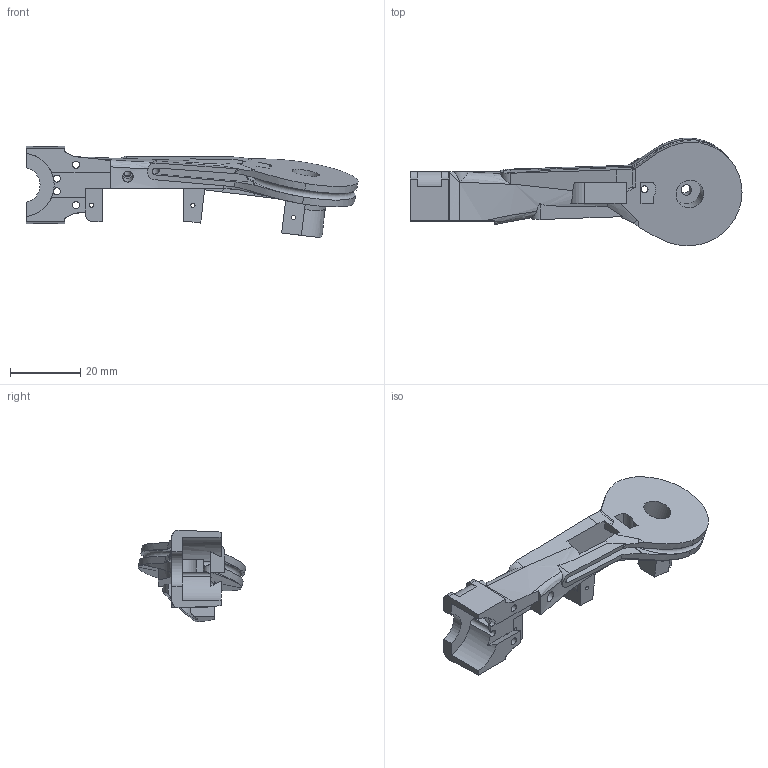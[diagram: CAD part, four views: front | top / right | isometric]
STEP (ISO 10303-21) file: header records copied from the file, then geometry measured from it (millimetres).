
FILE_DESCRIPTION(/* description */ ('STEP AP214'),/* implementation_level */ '2;1');
FILE_NAME(/* name */ '683c51894258294a187f41f4',/* time_stamp */ '2025-06-01T13:11:39Z',/* author */ (''),/* organization */ (''),/* preprocessor_version */ 'ST-DEVELOPER v20',/* originating_system */ 'ONSHAPE BY PTC INC, 1.198',/* authorisation */ ' ');
FILE_SCHEMA (('AUTOMOTIVE_DESIGN {1 0 10303 214 3 1 1}'));
Length unit declared in the file: metre
Products named in the file (1): Palm_BEARING_15
Bounding box: 94.29 x 30.59 x 25.99 mm (x, y, z)
Volume: 12098.7 mm3; surface area: 8763.3 mm2
Topology: 1 solids, 1 shells, 178 faces, 538 edges, 353 vertices
Faces by surface type: plane 93, cylinder 52, bspline 28, torus 5
Full cylindrical faces by diameter (mm): 1.2 x3, 2 x7, 3 x2, 3.2 x2, 8 x1
Entity records: 6910 total; most frequent: CARTESIAN_POINT 2373, ORIENTED_EDGE 1026, DIRECTION 790, EDGE_CURVE 513, VERTEX_POINT 343, AXIS2_PLACEMENT_3D 267, LINE 256, VECTOR 256
